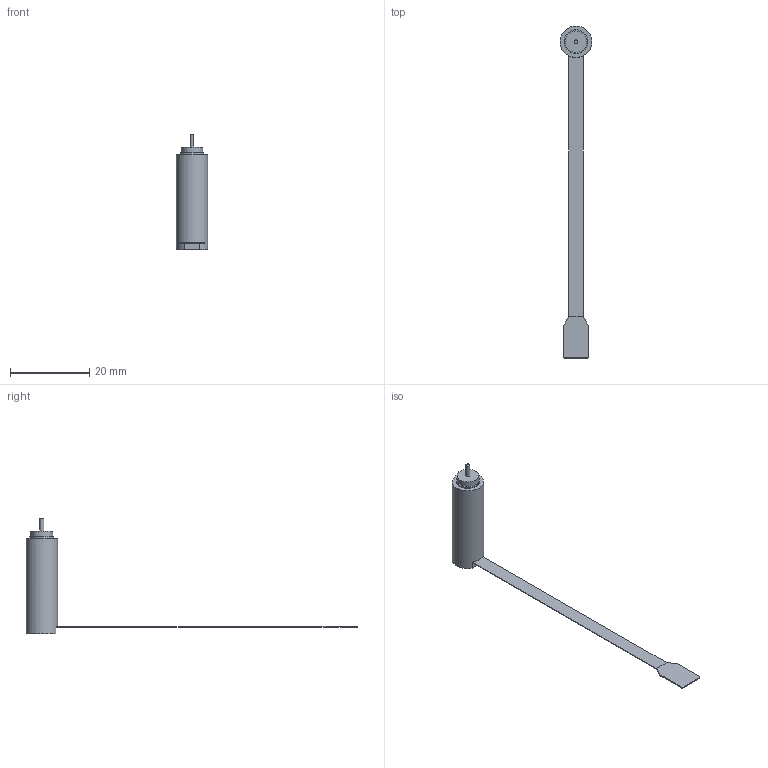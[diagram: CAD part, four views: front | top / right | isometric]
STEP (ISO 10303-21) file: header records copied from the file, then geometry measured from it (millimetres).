
FILE_DESCRIPTION(/* description */ (''),/* implementation_level */ '2;1');
FILE_NAME(/* name */ '0824KxxxB_IEM3-xxxx.stp',/* time_stamp */ '2013-01-28T12:16:39+01:00',/* author */ ('DR. FRITZ FAULHABER GmbH & Co. KG'),/* organization */ ('DR. FRITZ FAULHABER GmbH & Co. KG'),/* preprocessor_version */ 'ST-DEVELOPER v11',/* originating_system */ 'SIEMENS PLM Software NX 7.5',/* authorisation */ '');
FILE_SCHEMA (('AUTOMOTIVE_DESIGN { 1 0 10303 214 1 1 1 1 }'));
Length unit declared in the file: millimetre
Products named in the file (1): 0824KxxxB IEM3-xxxx
Bounding box: 7.99 x 83.99 x 29.25 mm (x, y, z)
Volume: 1315.1 mm3; surface area: 1386.3 mm2
Topology: 1 solids, 1 shells, 74 faces, 202 edges, 134 vertices
Faces by surface type: plane 68, cylinder 6
Full cylindrical faces by diameter (mm): 1 x1, 5.5 x1, 6 x1, 8 x1
Entity records: 2298 total; most frequent: CARTESIAN_POINT 405, ORIENTED_EDGE 394, DIRECTION 360, EDGE_CURVE 197, LINE 184, VECTOR 184, VERTEX_POINT 133, AXIS2_PLACEMENT_3D 88
